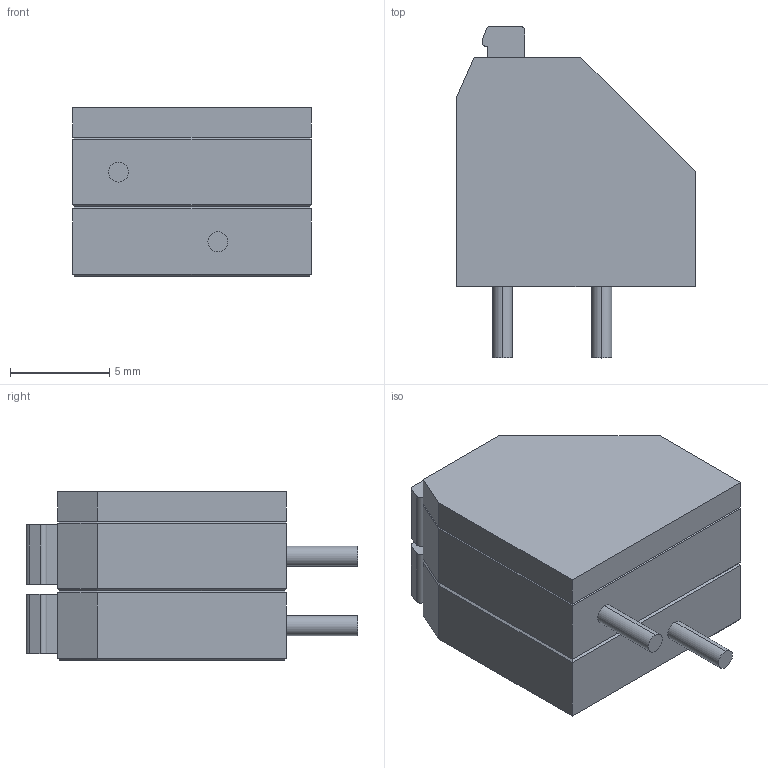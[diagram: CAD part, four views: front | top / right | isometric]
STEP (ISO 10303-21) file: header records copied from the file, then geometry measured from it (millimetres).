
FILE_DESCRIPTION (( 'STEP AP214' ), '1' );
FILE_NAME ('PTSA_1.5_2_3.5_Z.STEP', '2019-10-01T12:46:02', ( '' ), ( '' ), 'SwSTEP 2.0', 'SolidWorks 2019', '' );
FILE_SCHEMA (( 'AUTOMOTIVE_DESIGN' ));
Length unit declared in the file: millimetre
Products named in the file (1): PTSA_1.5_2_3.5_Z
Bounding box: 12 x 16.7 x 8.5 mm (x, y, z)
Volume: 968.9 mm3; surface area: 1338.8 mm2
Topology: 7 solids, 7 shells, 100 faces, 216 edges, 136 vertices
Faces by surface type: plane 82, cylinder 18
Entity records: 3698 total; most frequent: DIRECTION 454, CARTESIAN_POINT 453, ORIENTED_EDGE 432, EDGE_CURVE 216, LINE 180, VECTOR 180, AXIS2_PLACEMENT_3D 137, VERTEX_POINT 136
